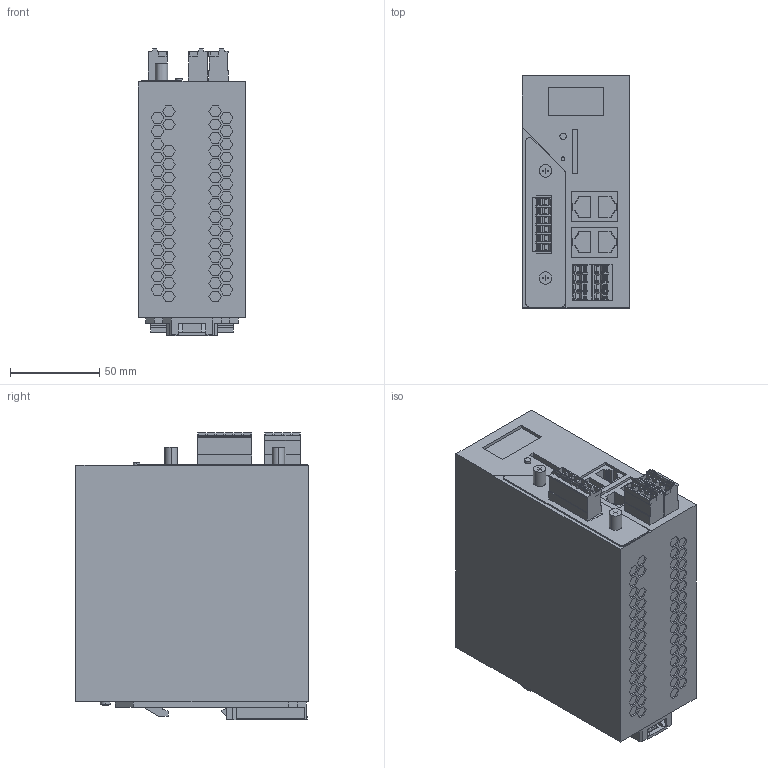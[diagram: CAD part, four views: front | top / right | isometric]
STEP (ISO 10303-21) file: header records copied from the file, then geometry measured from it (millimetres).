
FILE_DESCRIPTION(('Creo Elements/Direct Modeling STEP Export'),'2;1');
FILE_NAME('model.stp','2022-12-06T16:58:25',(''),(''),'Creo Elements/Direct Modeling STEP processor for AP214 (Solid Model)','Creo Elements/Direct Modeling 20.1D 10-Oct-2020 (C) Parametric Technology GmbH','');
FILE_SCHEMA(('AUTOMOTIVE_DESIGN { 1 0 10303 214 1 1 1 1 }'));
Length unit declared in the file: millimetre
Products named in the file (2): TC_EXTENDER_6004_ETH_2S-select
Assembly tree (1 placements, depth 2):
  TC_EXTENDER_6004_ETH_2S-select
    TC_EXTENDER_6004_ETH_2S-select
Bounding box: 60 x 130 x 160.89 mm (x, y, z)
Volume: 1055978 mm3; surface area: 81251.6 mm2
Topology: 1 solids, 1 shells, 1506 faces, 3886 edges, 2532 vertices
Faces by surface type: plane 1490, cylinder 14, sphere 2
Entity records: 55583 total; most frequent: ORIENTED_EDGE 7772, CARTESIAN_POINT 7667, DIRECTION 6543, EDGE_CURVE 3886, VECTOR 3727, LINE 3727, VERTEX_POINT 2532, EDGE_LOOP 1658
